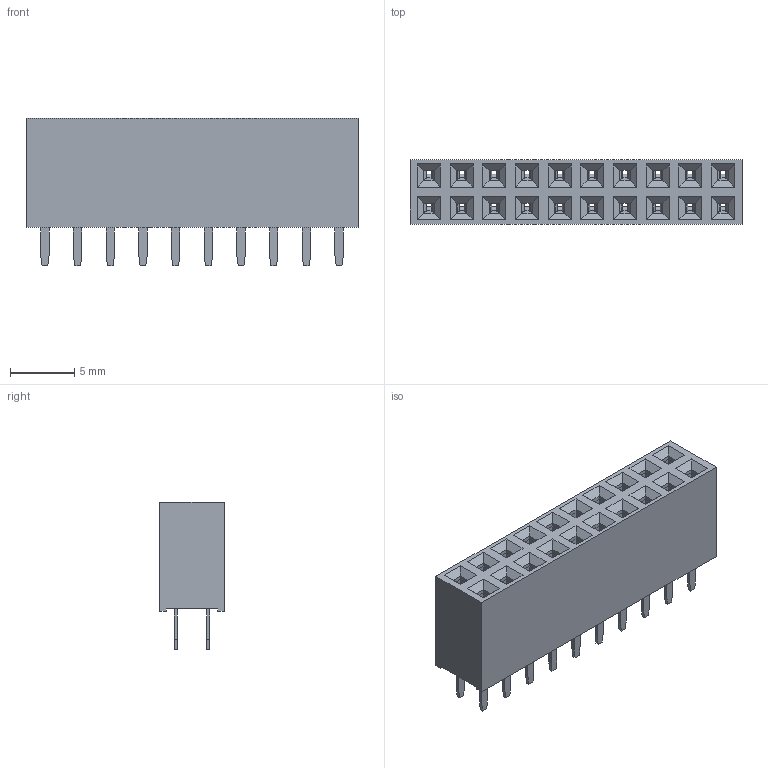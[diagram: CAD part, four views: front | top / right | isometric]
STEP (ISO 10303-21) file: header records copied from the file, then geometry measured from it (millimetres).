
FILE_DESCRIPTION(/* description */ (''),/* implementation_level */ '2;1');
FILE_NAME(/* name */ 'HARWIN_M20-7831046.stp',/* time_stamp */ '2016-10-14T17:54:28+02:00',/* author */ ('riccim'),/* organization */ (''),/* preprocessor_version */ 'ST-DEVELOPER v15.5',/* originating_system */ 'AutoCAD Mechanical',/* authorisation */ '');
FILE_SCHEMA (('AUTOMOTIVE_DESIGN { 1 0 10303 214 3 1 1 }'));
Length unit declared in the file: millimetre
Products named in the file (1): Product
Bounding box: 25.8 x 5 x 11.5 mm (x, y, z)
Volume: 782.2 mm3; surface area: 2638.1 mm2
Topology: 21 solids, 21 shells, 1730 faces, 4604 edges, 2936 vertices
Faces by surface type: plane 1290, cylinder 440
Entity records: 53047 total; most frequent: CARTESIAN_POINT 9271, ORIENTED_EDGE 9208, DIRECTION 8946, EDGE_CURVE 4604, LINE 3724, VECTOR 3724, VERTEX_POINT 2936, AXIS2_PLACEMENT_3D 2611
